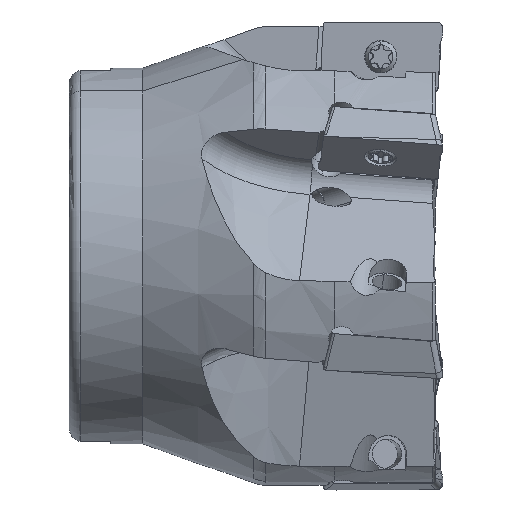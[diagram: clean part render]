
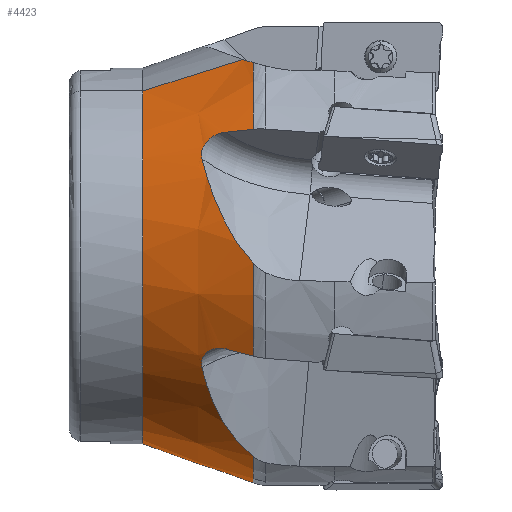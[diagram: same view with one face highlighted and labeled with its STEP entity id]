
A CAD part, top view. The second image highlights one B-rep face of the part: STEP entity #4423.
In plain terms, the highlighted conical face has half-angle 19.767 degrees and reference radius 25.5 mm.
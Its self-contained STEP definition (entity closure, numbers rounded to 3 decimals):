
#654=AXIS2_PLACEMENT_3D('Circle Axis2P3D',#652,#653,$) ;
#4208=AXIS2_PLACEMENT_3D('Circle Axis2P3D',#4206,#4207,$) ;
#4254=AXIS2_PLACEMENT_3D('Circle Axis2P3D',#4252,#4253,$) ;
#4275=AXIS2_PLACEMENT_3D('Circle Axis2P3D',#4273,#4274,$) ;
#4296=AXIS2_PLACEMENT_3D('Cone Axis2P3D',#4293,#4294,#4295) ;
#609=CARTESIAN_POINT('Vertex',(-40.8,22.378,12.225)) ;
#616=CARTESIAN_POINT('Vertex',(-40.8,-22.378,-12.225)) ;
#652=CARTESIAN_POINT('Axis2P3D Location',(-40.8,0.,0.)) ;
#4206=CARTESIAN_POINT('Axis2P3D Location',(-25.82,0.,0.)) ;
#4210=CARTESIAN_POINT('Vertex',(-25.82,26.224,16.312)) ;
#4212=CARTESIAN_POINT('Vertex',(-25.82,17.16,25.678)) ;
#4240=CARTESIAN_POINT('Vertex',(-25.82,-13.658,27.699)) ;
#4249=CARTESIAN_POINT('Vertex',(-25.82,-1.014,30.867)) ;
#4252=CARTESIAN_POINT('Axis2P3D Location',(-25.82,0.,0.)) ;
#4270=CARTESIAN_POINT('Vertex',(-25.82,-27.239,14.555)) ;
#4273=CARTESIAN_POINT('Axis2P3D Location',(-25.82,0.,0.)) ;
#4277=CARTESIAN_POINT('Vertex',(-25.82,-30.817,2.022)) ;
#4293=CARTESIAN_POINT('Axis2P3D Location',(-40.8,0.,0.)) ;
#4299=CARTESIAN_POINT('Control Point',(-25.82,-27.239,14.555)) ;
#4300=CARTESIAN_POINT('Control Point',(-28.076,-25.4,16.276)) ;
#4301=CARTESIAN_POINT('Control Point',(-29.859,-23.256,18.446)) ;
#4302=CARTESIAN_POINT('Control Point',(-31.115,-20.801,20.569)) ;
#4303=CARTESIAN_POINT('Control Point',(-32.089,-18.094,22.431)) ;
#4304=CARTESIAN_POINT('Control Point',(-32.782,-15.183,23.979)) ;
#4305=CARTESIAN_POINT('Vertex',(-32.782,-15.183,23.979)) ;
#4309=CARTESIAN_POINT('Control Point',(-32.782,-15.183,23.979)) ;
#4310=CARTESIAN_POINT('Control Point',(-32.897,-14.702,24.235)) ;
#4311=CARTESIAN_POINT('Control Point',(-32.884,-14.214,24.534)) ;
#4312=CARTESIAN_POINT('Control Point',(-32.727,-13.756,24.855)) ;
#4313=CARTESIAN_POINT('Control Point',(-32.161,-12.981,25.498)) ;
#4314=CARTESIAN_POINT('Control Point',(-31.231,-12.583,26.062)) ;
#4315=CARTESIAN_POINT('Control Point',(-30.706,-12.5,26.309)) ;
#4316=CARTESIAN_POINT('Control Point',(-30.165,-12.531,26.509)) ;
#4317=CARTESIAN_POINT('Control Point',(-29.637,-12.669,26.654)) ;
#4318=CARTESIAN_POINT('Vertex',(-29.637,-12.669,26.654)) ;
#4322=CARTESIAN_POINT('Control Point',(-29.637,-12.669,26.654)) ;
#4323=CARTESIAN_POINT('Control Point',(-28.365,-12.999,27.003)) ;
#4324=CARTESIAN_POINT('Control Point',(-27.093,-13.328,27.352)) ;
#4325=CARTESIAN_POINT('Control Point',(-25.82,-13.658,27.699)) ;
#4328=CARTESIAN_POINT('Control Point',(-25.82,-1.014,30.867)) ;
#4329=CARTESIAN_POINT('Control Point',(-28.076,1.395,30.135)) ;
#4330=CARTESIAN_POINT('Control Point',(-29.859,4.347,29.363)) ;
#4331=CARTESIAN_POINT('Control Point',(-31.115,7.413,28.298)) ;
#4332=CARTESIAN_POINT('Control Point',(-32.089,10.379,26.885)) ;
#4333=CARTESIAN_POINT('Control Point',(-32.782,13.174,25.138)) ;
#4334=CARTESIAN_POINT('Vertex',(-32.782,13.174,25.138)) ;
#4338=CARTESIAN_POINT('Control Point',(-32.782,13.174,25.138)) ;
#4339=CARTESIAN_POINT('Control Point',(-32.897,13.637,24.85)) ;
#4340=CARTESIAN_POINT('Control Point',(-32.884,14.14,24.577)) ;
#4341=CARTESIAN_POINT('Control Point',(-32.727,14.647,24.341)) ;
#4342=CARTESIAN_POINT('Control Point',(-32.161,15.591,23.991)) ;
#4343=CARTESIAN_POINT('Control Point',(-31.231,16.278,23.928)) ;
#4344=CARTESIAN_POINT('Control Point',(-30.706,16.534,23.98)) ;
#4345=CARTESIAN_POINT('Control Point',(-30.165,16.692,24.107)) ;
#4346=CARTESIAN_POINT('Control Point',(-29.637,16.749,24.298)) ;
#4347=CARTESIAN_POINT('Vertex',(-29.637,16.749,24.298)) ;
#4351=CARTESIAN_POINT('Control Point',(-29.637,16.749,24.298)) ;
#4352=CARTESIAN_POINT('Control Point',(-28.365,16.886,24.759)) ;
#4353=CARTESIAN_POINT('Control Point',(-27.093,17.023,25.219)) ;
#4354=CARTESIAN_POINT('Control Point',(-25.82,17.16,25.678)) ;
#4357=CARTESIAN_POINT('Control Point',(-25.82,26.224,16.312)) ;
#4358=CARTESIAN_POINT('Control Point',(-26.332,26.354,15.755)) ;
#4359=CARTESIAN_POINT('Control Point',(-26.815,26.498,15.168)) ;
#4360=CARTESIAN_POINT('Control Point',(-27.268,26.646,14.557)) ;
#4361=CARTESIAN_POINT('Vertex',(-27.268,26.646,14.557)) ;
#4364=CARTESIAN_POINT('Line Origine',(-33.31,24.741,13.516)) ;
#4369=CARTESIAN_POINT('Line Origine',(-33.31,-24.741,-13.516)) ;
#4373=CARTESIAN_POINT('Vertex',(-27.268,-26.646,-14.557)) ;
#4377=CARTESIAN_POINT('Control Point',(-27.268,-26.646,-14.557)) ;
#4378=CARTESIAN_POINT('Control Point',(-28.992,-27.211,-12.231)) ;
#4379=CARTESIAN_POINT('Control Point',(-30.354,-27.835,-9.608)) ;
#4380=CARTESIAN_POINT('Control Point',(-31.377,-28.276,-6.838)) ;
#4381=CARTESIAN_POINT('Control Point',(-32.183,-28.457,-4.005)) ;
#4382=CARTESIAN_POINT('Control Point',(-32.782,-28.358,-1.16)) ;
#4383=CARTESIAN_POINT('Vertex',(-32.782,-28.358,-1.16)) ;
#4387=CARTESIAN_POINT('Control Point',(-32.782,-28.358,-1.16)) ;
#4388=CARTESIAN_POINT('Control Point',(-32.897,-28.339,-0.615)) ;
#4389=CARTESIAN_POINT('Control Point',(-32.884,-28.354,-0.043)) ;
#4390=CARTESIAN_POINT('Control Point',(-32.727,-28.403,0.514)) ;
#4391=CARTESIAN_POINT('Control Point',(-32.161,-28.572,1.507)) ;
#4392=CARTESIAN_POINT('Control Point',(-31.231,-28.862,2.133)) ;
#4393=CARTESIAN_POINT('Control Point',(-30.706,-29.034,2.329)) ;
#4394=CARTESIAN_POINT('Control Point',(-30.165,-29.223,2.402)) ;
#4395=CARTESIAN_POINT('Control Point',(-29.637,-29.417,2.356)) ;
#4396=CARTESIAN_POINT('Vertex',(-29.637,-29.417,2.356)) ;
#4400=CARTESIAN_POINT('Control Point',(-29.637,-29.417,2.356)) ;
#4401=CARTESIAN_POINT('Control Point',(-28.365,-29.885,2.245)) ;
#4402=CARTESIAN_POINT('Control Point',(-27.093,-30.352,2.133)) ;
#4403=CARTESIAN_POINT('Control Point',(-25.82,-30.817,2.022)) ;
#653=DIRECTION('Axis2P3D Direction',(1.,0.,0.)) ;
#4207=DIRECTION('Axis2P3D Direction',(1.,0.,0.)) ;
#4253=DIRECTION('Axis2P3D Direction',(1.,0.,0.)) ;
#4274=DIRECTION('Axis2P3D Direction',(1.,0.,0.)) ;
#4294=DIRECTION('Axis2P3D Direction',(1.,0.,0.)) ;
#4295=DIRECTION('Axis2P3D XDirection',(0.,0.878,0.479)) ;
#4365=DIRECTION('Vector Direction',(0.941,0.297,0.162)) ;
#4370=DIRECTION('Vector Direction',(0.941,-0.297,-0.162)) ;
#4366=VECTOR('Line Direction',#4365,1.) ;
#4371=VECTOR('Line Direction',#4370,1.) ;
#4406=ORIENTED_EDGE('',*,*,#4307,.T.) ;
#4407=ORIENTED_EDGE('',*,*,#4320,.T.) ;
#4408=ORIENTED_EDGE('',*,*,#4326,.T.) ;
#4409=ORIENTED_EDGE('',*,*,#4256,.F.) ;
#4410=ORIENTED_EDGE('',*,*,#4336,.T.) ;
#4411=ORIENTED_EDGE('',*,*,#4349,.T.) ;
#4412=ORIENTED_EDGE('',*,*,#4355,.T.) ;
#4413=ORIENTED_EDGE('',*,*,#4214,.F.) ;
#4414=ORIENTED_EDGE('',*,*,#4363,.T.) ;
#4415=ORIENTED_EDGE('',*,*,#4368,.T.) ;
#4416=ORIENTED_EDGE('',*,*,#656,.T.) ;
#4417=ORIENTED_EDGE('',*,*,#4375,.F.) ;
#4418=ORIENTED_EDGE('',*,*,#4385,.T.) ;
#4419=ORIENTED_EDGE('',*,*,#4398,.T.) ;
#4420=ORIENTED_EDGE('',*,*,#4404,.T.) ;
#4421=ORIENTED_EDGE('',*,*,#4279,.F.) ;
#4423=ADVANCED_FACE('\X2\51434EF6672C9AD4\X0\',(#4422),#4297,.T.) ;
#4298=B_SPLINE_CURVE_WITH_KNOTS('',5,(#4299,#4300,#4301,#4302,#4303,#4304),.UNSPECIFIED.,.F.,.U.,(6,6),(0.,23.703),.UNSPECIFIED.) ;
#4308=B_SPLINE_CURVE_WITH_KNOTS('',5,(#4309,#4310,#4311,#4312,#4313,#4314,#4315,#4316,#4317),.UNSPECIFIED.,.F.,.U.,(6,3,6),(0.,3.922,7.913),.UNSPECIFIED.) ;
#4321=B_SPLINE_CURVE_WITH_KNOTS('',3,(#4322,#4323,#4324,#4325),.UNSPECIFIED.,.F.,.U.,(4,4),(4.75,10.517),.UNSPECIFIED.) ;
#4327=B_SPLINE_CURVE_WITH_KNOTS('',5,(#4328,#4329,#4330,#4331,#4332,#4333),.UNSPECIFIED.,.F.,.U.,(6,6),(0.,23.703),.UNSPECIFIED.) ;
#4337=B_SPLINE_CURVE_WITH_KNOTS('',5,(#4338,#4339,#4340,#4341,#4342,#4343,#4344,#4345,#4346),.UNSPECIFIED.,.F.,.U.,(6,3,6),(0.,3.922,7.913),.UNSPECIFIED.) ;
#4350=B_SPLINE_CURVE_WITH_KNOTS('',3,(#4351,#4352,#4353,#4354),.UNSPECIFIED.,.F.,.U.,(4,4),(4.75,10.517),.UNSPECIFIED.) ;
#4356=B_SPLINE_CURVE_WITH_KNOTS('',3,(#4357,#4358,#4359,#4360),.UNSPECIFIED.,.F.,.U.,(4,4),(0.,3.229),.UNSPECIFIED.) ;
#4376=B_SPLINE_CURVE_WITH_KNOTS('',5,(#4377,#4378,#4379,#4380,#4381,#4382),.UNSPECIFIED.,.F.,.U.,(6,6),(0.,20.474),.UNSPECIFIED.) ;
#4386=B_SPLINE_CURVE_WITH_KNOTS('',5,(#4387,#4388,#4389,#4390,#4391,#4392,#4393,#4394,#4395),.UNSPECIFIED.,.F.,.U.,(6,3,6),(0.,3.922,7.913),.UNSPECIFIED.) ;
#4399=B_SPLINE_CURVE_WITH_KNOTS('',3,(#4400,#4401,#4402,#4403),.UNSPECIFIED.,.F.,.U.,(4,4),(4.75,10.517),.UNSPECIFIED.) ;
#655=CIRCLE('generated circle',#654,25.5) ;
#4209=CIRCLE('generated circle',#4208,30.883) ;
#4255=CIRCLE('generated circle',#4254,30.883) ;
#4276=CIRCLE('generated circle',#4275,30.883) ;
#4297=CONICAL_SURFACE('Cone',#4296,25.5,0.345) ;
#656=EDGE_CURVE('',#610,#617,#655,.T.) ;
#4214=EDGE_CURVE('',#4211,#4213,#4209,.T.) ;
#4256=EDGE_CURVE('',#4250,#4241,#4255,.T.) ;
#4279=EDGE_CURVE('',#4271,#4278,#4276,.T.) ;
#4307=EDGE_CURVE('',#4271,#4306,#4298,.T.) ;
#4320=EDGE_CURVE('',#4306,#4319,#4308,.T.) ;
#4326=EDGE_CURVE('',#4319,#4241,#4321,.T.) ;
#4336=EDGE_CURVE('',#4250,#4335,#4327,.T.) ;
#4349=EDGE_CURVE('',#4335,#4348,#4337,.T.) ;
#4355=EDGE_CURVE('',#4348,#4213,#4350,.T.) ;
#4363=EDGE_CURVE('',#4211,#4362,#4356,.T.) ;
#4368=EDGE_CURVE('',#4362,#610,#4367,.F.) ;
#4375=EDGE_CURVE('',#4374,#617,#4372,.F.) ;
#4385=EDGE_CURVE('',#4374,#4384,#4376,.T.) ;
#4398=EDGE_CURVE('',#4384,#4397,#4386,.T.) ;
#4404=EDGE_CURVE('',#4397,#4278,#4399,.T.) ;
#4405=EDGE_LOOP('',(#4406,#4407,#4408,#4409,#4410,#4411,#4412,#4413,#4414,#4415,#4416,#4417,#4418,#4419,#4420,#4421)) ;
#4422=FACE_OUTER_BOUND('',#4405,.T.) ;
#4367=LINE('Line',#4364,#4366) ;
#4372=LINE('Line',#4369,#4371) ;
#610=VERTEX_POINT('',#609) ;
#617=VERTEX_POINT('',#616) ;
#4211=VERTEX_POINT('',#4210) ;
#4213=VERTEX_POINT('',#4212) ;
#4241=VERTEX_POINT('',#4240) ;
#4250=VERTEX_POINT('',#4249) ;
#4271=VERTEX_POINT('',#4270) ;
#4278=VERTEX_POINT('',#4277) ;
#4306=VERTEX_POINT('',#4305) ;
#4319=VERTEX_POINT('',#4318) ;
#4335=VERTEX_POINT('',#4334) ;
#4348=VERTEX_POINT('',#4347) ;
#4362=VERTEX_POINT('',#4361) ;
#4374=VERTEX_POINT('',#4373) ;
#4384=VERTEX_POINT('',#4383) ;
#4397=VERTEX_POINT('',#4396) ;
